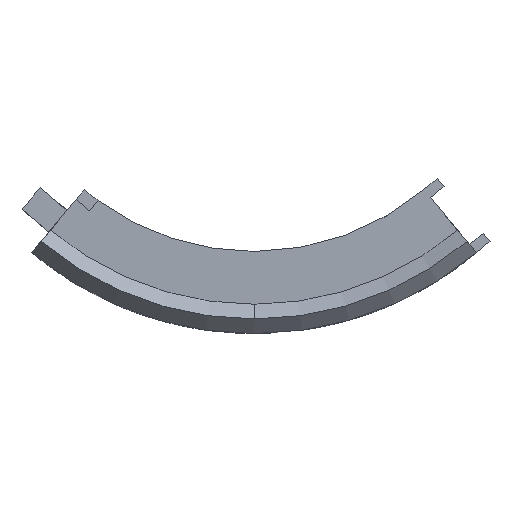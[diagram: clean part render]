
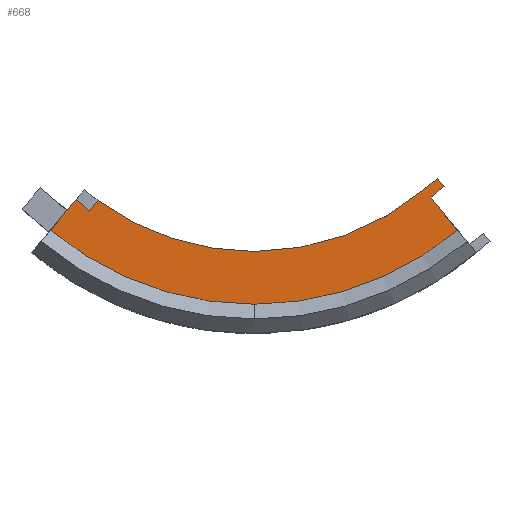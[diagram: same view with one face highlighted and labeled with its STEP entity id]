
A CAD part, front view. The second image highlights one B-rep face of the part: STEP entity #668.
In plain terms, the highlighted planar face has unit normal (0, -1, 0).
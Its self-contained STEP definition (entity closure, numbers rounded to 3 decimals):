
#2 = VECTOR ( 'NONE', #2921, 1000. ) ;
#87 = EDGE_CURVE ( 'NONE', #4838, #2453, #3684, .T. ) ;
#140 = EDGE_CURVE ( 'NONE', #376, #4095, #4560, .T. ) ;
#148 = LINE ( 'NONE', #482, #3150 ) ;
#180 = EDGE_CURVE ( 'NONE', #2453, #3104, #3660, .T. ) ;
#230 = EDGE_CURVE ( 'NONE', #2581, #2108, #3481, .T. ) ;
#362 = CARTESIAN_POINT ( 'NONE',  ( 0., -5., 0. ) ) ;
#376 = VERTEX_POINT ( 'NONE', #1902 ) ;
#399 = DIRECTION ( 'NONE',  ( 0., -1., 0. ) ) ;
#482 = CARTESIAN_POINT ( 'NONE',  ( -25.342, -5., -34.868 ) ) ;
#563 = CARTESIAN_POINT ( 'NONE',  ( 0., -5., -54. ) ) ;
#642 = DIRECTION ( 'NONE',  ( 0., -1., 0. ) ) ;
#668 = ADVANCED_FACE ( 'NONE', ( #2560 ), #4906, .T. ) ;
#677 = LINE ( 'NONE', #4661, #2440 ) ;
#695 = DIRECTION ( 'NONE',  ( 0., 0., -1. ) ) ;
#709 = VECTOR ( 'NONE', #4006, 1000. ) ;
#827 = ORIENTED_EDGE ( 'NONE', *, *, #1139, .T. ) ;
#846 = CARTESIAN_POINT ( 'NONE',  ( 32.381, -5., -33.923 ) ) ;
#953 = CARTESIAN_POINT ( 'NONE',  ( 0., -5., 0. ) ) ;
#961 = DIRECTION ( 'NONE',  ( -0.643, 0., -0.766 ) ) ;
#1139 = EDGE_CURVE ( 'NONE', #1182, #3104, #3738, .T. ) ;
#1152 = DIRECTION ( 'NONE',  ( -0.766, 0., 0.643 ) ) ;
#1182 = VERTEX_POINT ( 'NONE', #563 ) ;
#1208 = DIRECTION ( 'NONE',  ( 0., 0., -1. ) ) ;
#1223 = DIRECTION ( 'NONE',  ( 0., 0., -1. ) ) ;
#1297 = AXIS2_PLACEMENT_3D ( 'NONE', #953, #642, #3354 ) ;
#1372 = VECTOR ( 'NONE', #1152, 1000. ) ;
#1708 = VECTOR ( 'NONE', #3886, 1000. ) ;
#1718 = CARTESIAN_POINT ( 'NONE',  ( 28.925, -5., -34.472 ) ) ;
#1740 = CARTESIAN_POINT ( 'NONE',  ( 32.381, -5., -33.923 ) ) ;
#1746 = CIRCLE ( 'NONE', #2646, 45. ) ;
#1867 = ORIENTED_EDGE ( 'NONE', *, *, #2607, .T. ) ;
#1879 = EDGE_CURVE ( 'NONE', #4445, #4838, #677, .T. ) ;
#1898 = CARTESIAN_POINT ( 'NONE',  ( 31.224, -5., -32.544 ) ) ;
#1902 = CARTESIAN_POINT ( 'NONE',  ( -26.563, -5., -36.324 ) ) ;
#1921 = CARTESIAN_POINT ( 'NONE',  ( 0., -5., 0. ) ) ;
#2060 = CARTESIAN_POINT ( 'NONE',  ( 34.711, -5., -41.366 ) ) ;
#2077 = EDGE_CURVE ( 'NONE', #4413, #1182, #4407, .T. ) ;
#2108 = VERTEX_POINT ( 'NONE', #2517 ) ;
#2116 = CARTESIAN_POINT ( 'NONE',  ( -28.041, -5., -38.086 ) ) ;
#2325 = VERTEX_POINT ( 'NONE', #4746 ) ;
#2440 = VECTOR ( 'NONE', #2721, 1000. ) ;
#2453 = VERTEX_POINT ( 'NONE', #3122 ) ;
#2468 = LINE ( 'NONE', #4767, #709 ) ;
#2517 = CARTESIAN_POINT ( 'NONE',  ( -30.34, -5., -36.157 ) ) ;
#2529 = ORIENTED_EDGE ( 'NONE', *, *, #1879, .F. ) ;
#2560 = FACE_OUTER_BOUND ( 'NONE', #5038, .T. ) ;
#2581 = VERTEX_POINT ( 'NONE', #2116 ) ;
#2607 = EDGE_CURVE ( 'NONE', #4445, #2325, #2468, .T. ) ;
#2646 = AXIS2_PLACEMENT_3D ( 'NONE', #1921, #399, #1208 ) ;
#2680 = AXIS2_PLACEMENT_3D ( 'NONE', #362, #2760, #1223 ) ;
#2706 = CARTESIAN_POINT ( 'NONE',  ( 0., -5., -45. ) ) ;
#2721 = DIRECTION ( 'NONE',  ( 0.643, 0., -0.766 ) ) ;
#2760 = DIRECTION ( 'NONE',  ( 0., -1., 0. ) ) ;
#2878 = ORIENTED_EDGE ( 'NONE', *, *, #4659, .F. ) ;
#2894 = ORIENTED_EDGE ( 'NONE', *, *, #2077, .T. ) ;
#2921 = DIRECTION ( 'NONE',  ( -0.766, 0., -0.643 ) ) ;
#2983 = VECTOR ( 'NONE', #961, 1000. ) ;
#3015 = EDGE_CURVE ( 'NONE', #2108, #4413, #3288, .T. ) ;
#3024 = ORIENTED_EDGE ( 'NONE', *, *, #3015, .T. ) ;
#3028 = CARTESIAN_POINT ( 'NONE',  ( -28.925, -5., -34.472 ) ) ;
#3044 = EDGE_CURVE ( 'NONE', #2581, #376, #148, .T. ) ;
#3100 = CARTESIAN_POINT ( 'NONE',  ( -28.041, -5., -38.086 ) ) ;
#3104 = VERTEX_POINT ( 'NONE', #2060 ) ;
#3122 = CARTESIAN_POINT ( 'NONE',  ( 30.082, -5., -35.851 ) ) ;
#3150 = VECTOR ( 'NONE', #3598, 1000. ) ;
#3288 = LINE ( 'NONE', #4025, #2983 ) ;
#3309 = CARTESIAN_POINT ( 'NONE',  ( 0., -5., 0. ) ) ;
#3344 = AXIS2_PLACEMENT_3D ( 'NONE', #3309, #4434, #4050 ) ;
#3354 = DIRECTION ( 'NONE',  ( 0., 0., -1. ) ) ;
#3481 = LINE ( 'NONE', #3100, #1372 ) ;
#3598 = DIRECTION ( 'NONE',  ( 0.643, 0., 0.766 ) ) ;
#3660 = LINE ( 'NONE', #1718, #1708 ) ;
#3684 = LINE ( 'NONE', #1740, #2 ) ;
#3738 = CIRCLE ( 'NONE', #2680, 54. ) ;
#3839 = ORIENTED_EDGE ( 'NONE', *, *, #230, .T. ) ;
#3886 = DIRECTION ( 'NONE',  ( 0.643, 0., -0.766 ) ) ;
#4006 = DIRECTION ( 'NONE',  ( -0.766, 0., -0.643 ) ) ;
#4025 = CARTESIAN_POINT ( 'NONE',  ( -28.925, -5., -34.472 ) ) ;
#4036 = ORIENTED_EDGE ( 'NONE', *, *, #140, .F. ) ;
#4050 = DIRECTION ( 'NONE',  ( 0., 0., -1. ) ) ;
#4077 = AXIS2_PLACEMENT_3D ( 'NONE', #3028, #4199, #695 ) ;
#4095 = VERTEX_POINT ( 'NONE', #2706 ) ;
#4199 = DIRECTION ( 'NONE',  ( 0., -1., 0. ) ) ;
#4407 = CIRCLE ( 'NONE', #3344, 54. ) ;
#4413 = VERTEX_POINT ( 'NONE', #5020 ) ;
#4427 = ORIENTED_EDGE ( 'NONE', *, *, #3044, .F. ) ;
#4434 = DIRECTION ( 'NONE',  ( 0., -1., 0. ) ) ;
#4445 = VERTEX_POINT ( 'NONE', #1898 ) ;
#4560 = CIRCLE ( 'NONE', #1297, 45. ) ;
#4585 = ORIENTED_EDGE ( 'NONE', *, *, #87, .F. ) ;
#4659 = EDGE_CURVE ( 'NONE', #4095, #2325, #1746, .T. ) ;
#4661 = CARTESIAN_POINT ( 'NONE',  ( 31.224, -5., -32.544 ) ) ;
#4746 = CARTESIAN_POINT ( 'NONE',  ( 28.925, -5., -34.472 ) ) ;
#4767 = CARTESIAN_POINT ( 'NONE',  ( 31.224, -5., -32.544 ) ) ;
#4838 = VERTEX_POINT ( 'NONE', #846 ) ;
#4906 = PLANE ( 'NONE',  #4077 ) ;
#4919 = ORIENTED_EDGE ( 'NONE', *, *, #180, .F. ) ;
#5020 = CARTESIAN_POINT ( 'NONE',  ( -34.711, -5., -41.366 ) ) ;
#5038 = EDGE_LOOP ( 'NONE', ( #3839, #3024, #2894, #827, #4919, #4585, #2529, #1867, #2878, #4036, #4427 ) ) ;
